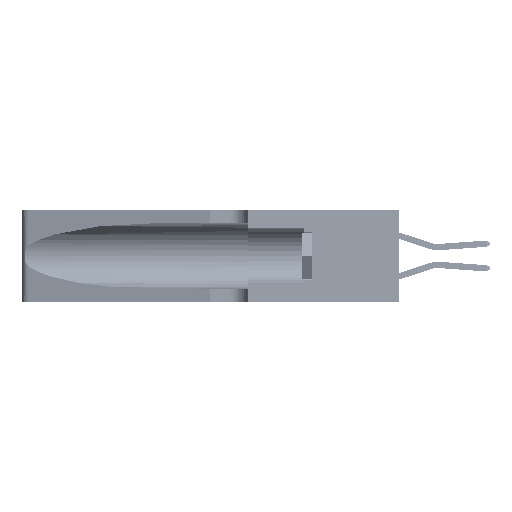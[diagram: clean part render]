
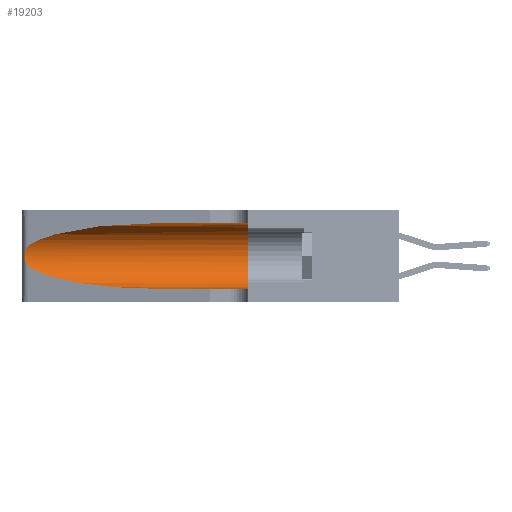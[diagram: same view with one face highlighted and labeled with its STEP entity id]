
A CAD part, left-side view. The second image highlights one B-rep face of the part: STEP entity #19203.
In plain terms, the highlighted cylindrical face has radius 3.308 mm (diameter 6.617 mm), a partial arc.
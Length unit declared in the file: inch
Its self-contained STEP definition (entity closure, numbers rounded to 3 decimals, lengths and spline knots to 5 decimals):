
#157 = CARTESIAN_POINT ( 'NONE',  ( 0.1305, 1.61858, 0.05475 ) ) ;
#1486 = VECTOR ( 'NONE', #18870, 39.37008 ) ;
#1628 = CARTESIAN_POINT ( 'NONE',  ( 0.1305, 0.72297, 0.31525 ) ) ;
#1815 = EDGE_CURVE ( 'NONE', #45145, #26043, #2204, .T. ) ;
#2204 = LINE ( 'NONE', #157, #4073 ) ;
#2579 = CARTESIAN_POINT ( 'NONE',  ( 0.25487, 1.22718, 0.22369 ) ) ;
#2870 = CARTESIAN_POINT ( 'NONE',  ( 0.1305, 1.61858, 0.185 ) ) ;
#3140 = VERTEX_POINT ( 'NONE', #5244 ) ;
#4073 = VECTOR ( 'NONE', #28008, 39.37008 ) ;
#4920 = CARTESIAN_POINT ( 'NONE',  ( 0.25787, 1.23484, 0.2124 ) ) ;
#5244 = CARTESIAN_POINT ( 'NONE',  ( 0.25487, 1.22718, 0.14631 ) ) ;
#5785 = FACE_OUTER_BOUND ( 'NONE', #5993, .T. ) ;
#5993 = EDGE_LOOP ( 'NONE', ( #39834, #9832, #39672, #18518, #50764, #34238 ) ) ;
#7103 = CARTESIAN_POINT ( 'NONE',  ( 0.25487, 1.22718, 0.14631 ) ) ;
#8656 = CARTESIAN_POINT ( 'NONE',  ( 0.18966, 0.96281, 0.31525 ) ) ;
#8920 = CARTESIAN_POINT ( 'NONE',  ( 0.26017, 1.23833, 0.17102 ) ) ;
#9092 = CARTESIAN_POINT ( 'NONE',  ( 0.26075, 1.23896, 0.19203 ) ) ;
#9832 = ORIENTED_EDGE ( 'NONE', *, *, #14445, .T. ) ;
#11804 = CARTESIAN_POINT ( 'NONE',  ( 0.1305, 0.35, 0.185 ) ) ;
#12938 = CARTESIAN_POINT ( 'NONE',  ( 0.25789, 1.23486, 0.15765 ) ) ;
#14445 = EDGE_CURVE ( 'NONE', #39274, #3140, #29354, .T. ) ;
#15045 = CARTESIAN_POINT ( 'NONE',  ( 0.1305, 1.61858, 0.31525 ) ) ;
#15109 = CARTESIAN_POINT ( 'NONE',  ( 0.1305, 0.72297, 0.05475 ) ) ;
#16589 = CIRCLE ( 'NONE', #41079, 0.13025 ) ;
#16946 = CARTESIAN_POINT ( 'NONE',  ( 0.25487, 1.22718, 0.14631 ) ) ;
#17876 = CARTESIAN_POINT ( 'NONE',  ( 0.1305, 0.35, 0.05475 ) ) ;
#18518 = ORIENTED_EDGE ( 'NONE', *, *, #1815, .T. ) ;
#18870 = DIRECTION ( 'NONE',  ( 0., -1., 0. ) ) ;
#19203 = ADVANCED_FACE ( 'NONE', ( #5785 ), #44285, .F. ) ;
#21000 = CARTESIAN_POINT ( 'NONE',  ( 0.1305, 0.35, 0.31525 ) ) ;
#24735 = CARTESIAN_POINT ( 'NONE',  ( 0.26018, 1.23835, 0.19895 ) ) ;
#26043 = VERTEX_POINT ( 'NONE', #17876 ) ;
#27584 = CARTESIAN_POINT ( 'NONE',  ( 0.18966, 0.96281, 0.05475 ) ) ;
#28008 = DIRECTION ( 'NONE',  ( 0., -1., 0. ) ) ;
#29354 = B_SPLINE_CURVE_WITH_KNOTS ( 'NONE', 3,
 ( #33074, #33427, #41386, #4920, #48495, #24735, #9092, #32722, #8920, #36906, #12938, #40690, #40869, #16946 ),
 .UNSPECIFIED., .F., .F.,
 ( 4, 2, 2, 2, 2, 2, 4 ),
 ( 0., 0.00027, 0.00053, 0.00107, 0.0016, 0.00187, 0.00214 ),
 .UNSPECIFIED. ) ;
#30148 = AXIS2_PLACEMENT_3D ( 'NONE', #2870, #42324, #34537 ) ;
#32722 = CARTESIAN_POINT ( 'NONE',  ( 0.26075, 1.23896, 0.178 ) ) ;
#33074 = CARTESIAN_POINT ( 'NONE',  ( 0.25487, 1.22718, 0.22369 ) ) ;
#33427 = CARTESIAN_POINT ( 'NONE',  ( 0.25555, 1.22994, 0.2215 ) ) ;
#34014 = EDGE_CURVE ( 'NONE', #39751, #26043, #16589, .T. ) ;
#34238 = ORIENTED_EDGE ( 'NONE', *, *, #42106, .F. ) ;
#34537 = DIRECTION ( 'NONE',  ( 0., 0., -1. ) ) ;
#36453 = CARTESIAN_POINT ( 'NONE',  ( 0.2373, 1.15595, 0.28018 ) ) ;
#36906 = CARTESIAN_POINT ( 'NONE',  ( 0.25856, 1.23593, 0.16098 ) ) ;
#37296 = VERTEX_POINT ( 'NONE', #1628 ) ;
#38251 = LINE ( 'NONE', #15045, #1486 ) ;
#39274 = VERTEX_POINT ( 'NONE', #2579 ) ;
#39672 = ORIENTED_EDGE ( 'NONE', *, *, #47938, .T. ) ;
#39751 = VERTEX_POINT ( 'NONE', #21000 ) ;
#39834 = ORIENTED_EDGE ( 'NONE', *, *, #43693, .T. ) ;
#40586 = CARTESIAN_POINT ( 'NONE',  ( 0.25487, 1.22718, 0.22369 ) ) ;
#40690 = CARTESIAN_POINT ( 'NONE',  ( 0.25639, 1.23186, 0.15144 ) ) ;
#40869 = CARTESIAN_POINT ( 'NONE',  ( 0.25555, 1.22993, 0.14849 ) ) ;
#41079 = AXIS2_PLACEMENT_3D ( 'NONE', #11804, #51174, #43718 ) ;
#41386 = CARTESIAN_POINT ( 'NONE',  ( 0.25639, 1.23184, 0.21858 ) ) ;
#42106 = EDGE_CURVE ( 'NONE', #37296, #39751, #38251, .T. ) ;
#42324 = DIRECTION ( 'NONE',  ( 0., -1., 0. ) ) ;
#43693 = EDGE_CURVE ( 'NONE', #37296, #39274, #46205, .T. ) ;
#43718 = DIRECTION ( 'NONE',  ( 0., 0., 1. ) ) ;
#43982 =( BOUNDED_CURVE ( )  B_SPLINE_CURVE ( 3, ( #7103, #50845, #27584, #15109 ),
 .UNSPECIFIED., .F., .T. ) 
 B_SPLINE_CURVE_WITH_KNOTS ( ( 4, 4 ),
 ( 3.44316, 4.71239 ),
 .UNSPECIFIED. ) 
 CURVE ( )  GEOMETRIC_REPRESENTATION_ITEM ( )  RATIONAL_B_SPLINE_CURVE ( ( 1., 0.87, 0.87, 1. ) ) 
 REPRESENTATION_ITEM ( '' )  );
#44285 = CYLINDRICAL_SURFACE ( 'NONE', #30148, 0.13025 ) ;
#45145 = VERTEX_POINT ( 'NONE', #48879 ) ;
#46205 =( BOUNDED_CURVE ( )  B_SPLINE_CURVE ( 3, ( #48220, #8656, #36453, #40586 ),
 .UNSPECIFIED., .F., .F. ) 
 B_SPLINE_CURVE_WITH_KNOTS ( ( 4, 4 ),
 ( 1.5708, 2.84003 ),
 .UNSPECIFIED. ) 
 CURVE ( )  GEOMETRIC_REPRESENTATION_ITEM ( )  RATIONAL_B_SPLINE_CURVE ( ( 1., 0.87, 0.87, 1. ) ) 
 REPRESENTATION_ITEM ( '' )  );
#47938 = EDGE_CURVE ( 'NONE', #3140, #45145, #43982, .T. ) ;
#48220 = CARTESIAN_POINT ( 'NONE',  ( 0.1305, 0.72297, 0.31525 ) ) ;
#48495 = CARTESIAN_POINT ( 'NONE',  ( 0.25854, 1.2359, 0.20912 ) ) ;
#48879 = CARTESIAN_POINT ( 'NONE',  ( 0.1305, 0.72297, 0.05475 ) ) ;
#50764 = ORIENTED_EDGE ( 'NONE', *, *, #34014, .F. ) ;
#50845 = CARTESIAN_POINT ( 'NONE',  ( 0.2373, 1.15595, 0.08982 ) ) ;
#51174 = DIRECTION ( 'NONE',  ( 0., 1., 0. ) ) ;
